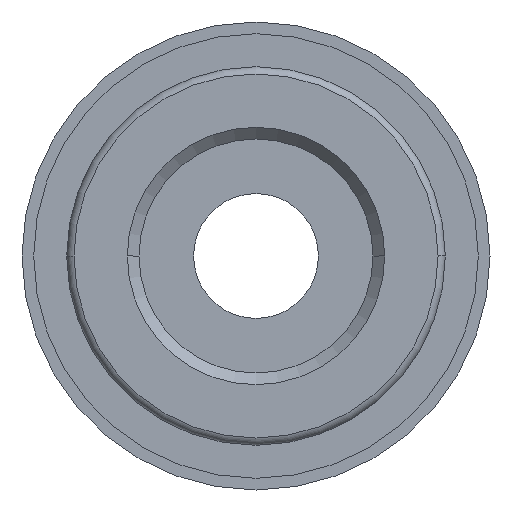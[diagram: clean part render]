
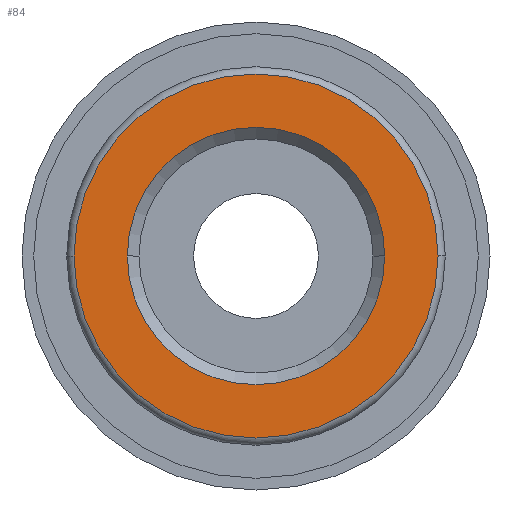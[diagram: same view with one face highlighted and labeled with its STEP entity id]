
A CAD part, front view. The second image highlights one B-rep face of the part: STEP entity #84.
In plain terms, the highlighted planar face has unit normal (0, -1, 0).
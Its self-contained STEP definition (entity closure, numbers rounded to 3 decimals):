
#84=ADVANCED_FACE('',(#210,#211),#212,.T.);
#210=FACE_BOUND('',#385,.T.);
#211=FACE_OUTER_BOUND('',#386,.T.);
#212=PLANE('',#387);
#385=EDGE_LOOP('',(#573,#574));
#386=EDGE_LOOP('',(#575,#576));
#387=AXIS2_PLACEMENT_3D('',#577,#578,#579);
#573=ORIENTED_EDGE('',*,*,#977,.T.);
#574=ORIENTED_EDGE('',*,*,#978,.T.);
#575=ORIENTED_EDGE('',*,*,#979,.T.);
#576=ORIENTED_EDGE('',*,*,#980,.T.);
#577=CARTESIAN_POINT('',(0.0,0.0,0.0));
#578=DIRECTION('',(0.0,-1.0,0.0));
#579=DIRECTION('',(-1.0,0.0,0.0));
#977=EDGE_CURVE('',#1149,#1150,#1151,.T.);
#978=EDGE_CURVE('',#1150,#1149,#1152,.T.);
#979=EDGE_CURVE('',#1153,#1154,#1155,.T.);
#980=EDGE_CURVE('',#1154,#1153,#1156,.T.);
#1149=VERTEX_POINT('',#1375);
#1150=VERTEX_POINT('',#1376);
#1151=CIRCLE('',#1377,4.95);
#1152=CIRCLE('',#1378,4.95);
#1153=VERTEX_POINT('',#1379);
#1154=VERTEX_POINT('',#1380);
#1155=CIRCLE('',#1381,7.0);
#1156=CIRCLE('',#1382,7.0);
#1375=CARTESIAN_POINT('',(-4.95,0.0,0.));
#1376=CARTESIAN_POINT('',(4.95,0.0,0.));
#1377=AXIS2_PLACEMENT_3D('',#1624,#1625,#1626);
#1378=AXIS2_PLACEMENT_3D('',#1627,#1628,#1629);
#1379=CARTESIAN_POINT('',(7.0,0.0,0.0));
#1380=CARTESIAN_POINT('',(-7.0,0.0,0.));
#1381=AXIS2_PLACEMENT_3D('',#1630,#1631,#1632);
#1382=AXIS2_PLACEMENT_3D('',#1633,#1634,#1635);
#1624=CARTESIAN_POINT('',(0.0,0.0,0.0));
#1625=DIRECTION('',(-0.0,1.0,0.0));
#1626=DIRECTION('',(1.0,0.0,0.0));
#1627=CARTESIAN_POINT('',(0.0,0.0,0.0));
#1628=DIRECTION('',(-0.0,1.0,0.0));
#1629=DIRECTION('',(1.0,0.0,0.0));
#1630=CARTESIAN_POINT('',(0.0,0.0,0.0));
#1631=DIRECTION('',(0.0,-1.0,0.0));
#1632=DIRECTION('',(1.0,0.0,0.0));
#1633=CARTESIAN_POINT('',(0.0,0.0,0.0));
#1634=DIRECTION('',(0.0,-1.0,0.0));
#1635=DIRECTION('',(1.0,0.0,0.0));
